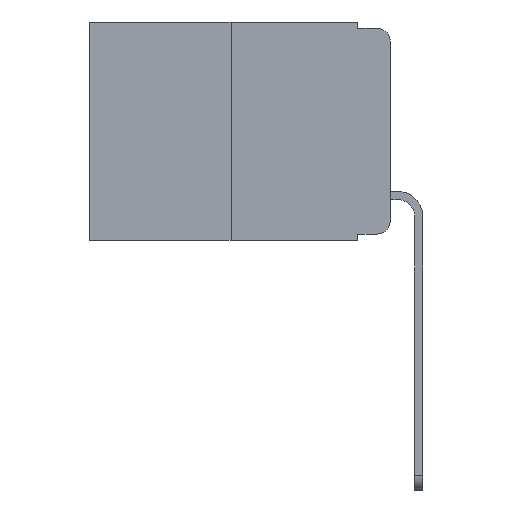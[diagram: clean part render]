
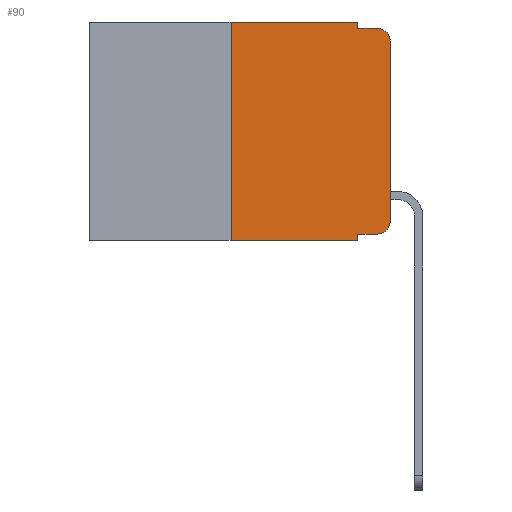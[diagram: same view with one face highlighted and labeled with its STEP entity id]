
A CAD part, left-side view. The second image highlights one B-rep face of the part: STEP entity #90.
In plain terms, the highlighted planar face has unit normal (-1, 0, 0).
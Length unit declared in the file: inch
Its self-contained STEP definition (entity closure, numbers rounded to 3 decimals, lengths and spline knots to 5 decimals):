
#50 = ORIENTED_EDGE ( 'NONE', *, *, #21273, .F. ) ;
#90 = ADVANCED_FACE ( 'NONE', ( #15770 ), #4974, .F. ) ;
#482 = ORIENTED_EDGE ( 'NONE', *, *, #22002, .F. ) ;
#690 = ORIENTED_EDGE ( 'NONE', *, *, #20174, .F. ) ;
#829 = LINE ( 'NONE', #11078, #18470 ) ;
#902 = ORIENTED_EDGE ( 'NONE', *, *, #19065, .F. ) ;
#963 = EDGE_CURVE ( 'NONE', #3082, #19550, #5306, .T. ) ;
#1390 = CARTESIAN_POINT ( 'NONE',  ( 0., 0.473, 0. ) ) ;
#1448 = ORIENTED_EDGE ( 'NONE', *, *, #17967, .F. ) ;
#1522 = ORIENTED_EDGE ( 'NONE', *, *, #21555, .T. ) ;
#2354 = ORIENTED_EDGE ( 'NONE', *, *, #16869, .T. ) ;
#2362 = AXIS2_PLACEMENT_3D ( 'NONE', #17490, #7125, #19151 ) ;
#2386 = ORIENTED_EDGE ( 'NONE', *, *, #3509, .T. ) ;
#2498 = ORIENTED_EDGE ( 'NONE', *, *, #963, .T. ) ;
#2633 = CARTESIAN_POINT ( 'NONE',  ( 0., 0.02, -0.01 ) ) ;
#3082 = VERTEX_POINT ( 'NONE', #8758 ) ;
#3132 = DIRECTION ( 'NONE',  ( -1., 0., 0. ) ) ;
#3481 = CARTESIAN_POINT ( 'NONE',  ( 0., 0., 0. ) ) ;
#3509 = EDGE_CURVE ( 'NONE', #4337, #3082, #22132, .T. ) ;
#3842 = CARTESIAN_POINT ( 'NONE',  ( 0., 0.051, -0.343 ) ) ;
#3881 = DIRECTION ( 'NONE',  ( 0., 0., -1. ) ) ;
#4077 = DIRECTION ( 'NONE',  ( 0., -1., 0. ) ) ;
#4304 = DIRECTION ( 'NONE',  ( 1., 0., 0. ) ) ;
#4337 = VERTEX_POINT ( 'NONE', #10246 ) ;
#4543 = CARTESIAN_POINT ( 'NONE',  ( 0., 0.473, 0. ) ) ;
#4974 = PLANE ( 'NONE',  #15249 ) ;
#5306 = CIRCLE ( 'NONE', #2362, 0.02 ) ;
#6462 = VERTEX_POINT ( 'NONE', #7658 ) ;
#6924 = LINE ( 'NONE', #17480, #15681 ) ;
#7125 = DIRECTION ( 'NONE',  ( -1., 0., 0. ) ) ;
#7536 = VERTEX_POINT ( 'NONE', #17614 ) ;
#7658 = CARTESIAN_POINT ( 'NONE',  ( 0., 0.051, -0.01 ) ) ;
#8363 = VECTOR ( 'NONE', #18837, 39.37008 ) ;
#8758 = CARTESIAN_POINT ( 'NONE',  ( 0., 0., -0.03 ) ) ;
#8976 = AXIS2_PLACEMENT_3D ( 'NONE', #13734, #3132, #15460 ) ;
#9536 = CARTESIAN_POINT ( 'NONE',  ( 0., 0.051, -0.333 ) ) ;
#9650 = CARTESIAN_POINT ( 'NONE',  ( 0., 0.25, -0.343 ) ) ;
#10186 = VECTOR ( 'NONE', #15319, 39.37008 ) ;
#10246 = CARTESIAN_POINT ( 'NONE',  ( 0., 0., -0.313 ) ) ;
#10391 = DIRECTION ( 'NONE',  ( 0., -1., 0. ) ) ;
#10688 = DIRECTION ( 'NONE',  ( 0., 0., 1. ) ) ;
#11078 = CARTESIAN_POINT ( 'NONE',  ( 0., 0.051, -0.01 ) ) ;
#11715 = EDGE_LOOP ( 'NONE', ( #2386, #2498, #50, #690, #482, #902, #1522, #1448, #2354, #22302 ) ) ;
#12051 = CARTESIAN_POINT ( 'NONE',  ( 0., 0.051, -0.333 ) ) ;
#12635 = DIRECTION ( 'NONE',  ( 0., 0., -1. ) ) ;
#13084 = LINE ( 'NONE', #12051, #8363 ) ;
#13452 = EDGE_CURVE ( 'NONE', #18754, #4337, #22037, .T. ) ;
#13574 = CARTESIAN_POINT ( 'NONE',  ( 0., 0.473, -0.343 ) ) ;
#13734 = CARTESIAN_POINT ( 'NONE',  ( 0., 0.02, -0.313 ) ) ;
#14385 = CARTESIAN_POINT ( 'NONE',  ( 0., 0.051, 0. ) ) ;
#15249 = AXIS2_PLACEMENT_3D ( 'NONE', #4543, #4304, #3881 ) ;
#15319 = DIRECTION ( 'NONE',  ( 0., -1., 0. ) ) ;
#15395 = CARTESIAN_POINT ( 'NONE',  ( 0., 0.051, 0. ) ) ;
#15460 = DIRECTION ( 'NONE',  ( 0., 0., -1. ) ) ;
#15681 = VECTOR ( 'NONE', #10688, 39.37008 ) ;
#15770 = FACE_OUTER_BOUND ( 'NONE', #11715, .T. ) ;
#15810 = DIRECTION ( 'NONE',  ( 0., 0., 1. ) ) ;
#16805 = DIRECTION ( 'NONE',  ( 0., 0., -1. ) ) ;
#16869 = EDGE_CURVE ( 'NONE', #20396, #18754, #13084, .T. ) ;
#16915 = LINE ( 'NONE', #1390, #20758 ) ;
#16985 = CARTESIAN_POINT ( 'NONE',  ( 0., 0.02, -0.333 ) ) ;
#17480 = CARTESIAN_POINT ( 'NONE',  ( 0., 0.25, 0. ) ) ;
#17490 = CARTESIAN_POINT ( 'NONE',  ( 0., 0.02, -0.03 ) ) ;
#17614 = CARTESIAN_POINT ( 'NONE',  ( 0., 0.25, 0. ) ) ;
#17967 = EDGE_CURVE ( 'NONE', #20396, #21136, #22410, .T. ) ;
#18056 = VECTOR ( 'NONE', #16805, 39.37008 ) ;
#18297 = VECTOR ( 'NONE', #15810, 39.37008 ) ;
#18380 = CARTESIAN_POINT ( 'NONE',  ( 0., 0.051, 0. ) ) ;
#18470 = VECTOR ( 'NONE', #4077, 39.37008 ) ;
#18562 = VERTEX_POINT ( 'NONE', #9650 ) ;
#18754 = VERTEX_POINT ( 'NONE', #16985 ) ;
#18837 = DIRECTION ( 'NONE',  ( 0., -1., 0. ) ) ;
#19065 = EDGE_CURVE ( 'NONE', #18562, #7536, #6924, .T. ) ;
#19151 = DIRECTION ( 'NONE',  ( 0., 0., -1. ) ) ;
#19550 = VERTEX_POINT ( 'NONE', #2633 ) ;
#20174 = EDGE_CURVE ( 'NONE', #21908, #6462, #21573, .T. ) ;
#20269 = LINE ( 'NONE', #13574, #10186 ) ;
#20396 = VERTEX_POINT ( 'NONE', #9536 ) ;
#20758 = VECTOR ( 'NONE', #10391, 39.37008 ) ;
#21049 = VECTOR ( 'NONE', #12635, 39.37008 ) ;
#21136 = VERTEX_POINT ( 'NONE', #3842 ) ;
#21273 = EDGE_CURVE ( 'NONE', #6462, #19550, #829, .T. ) ;
#21555 = EDGE_CURVE ( 'NONE', #18562, #21136, #20269, .T. ) ;
#21573 = LINE ( 'NONE', #14385, #21049 ) ;
#21908 = VERTEX_POINT ( 'NONE', #15395 ) ;
#22002 = EDGE_CURVE ( 'NONE', #7536, #21908, #16915, .T. ) ;
#22037 = CIRCLE ( 'NONE', #8976, 0.02 ) ;
#22132 = LINE ( 'NONE', #3481, #18297 ) ;
#22302 = ORIENTED_EDGE ( 'NONE', *, *, #13452, .T. ) ;
#22410 = LINE ( 'NONE', #18380, #18056 ) ;
